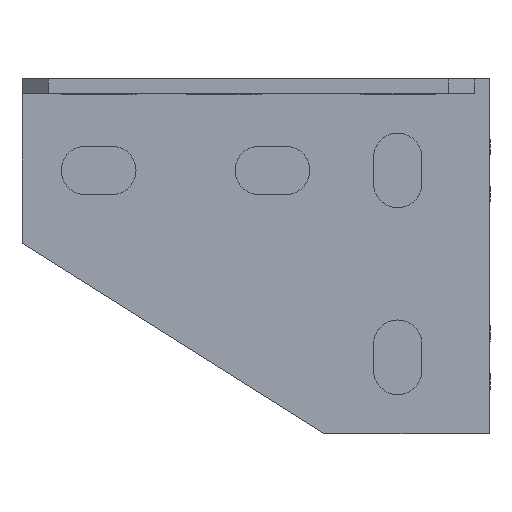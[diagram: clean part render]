
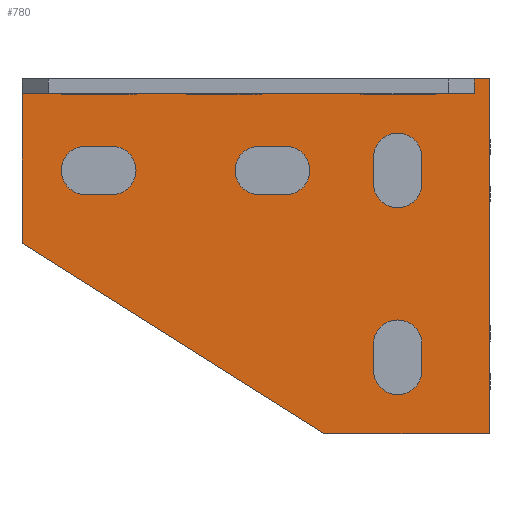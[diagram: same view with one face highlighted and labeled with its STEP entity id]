
A CAD part, front view. The second image highlights one B-rep face of the part: STEP entity #780.
In plain terms, the highlighted planar face has unit normal (0, -1, 0).
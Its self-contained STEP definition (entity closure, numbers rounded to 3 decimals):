
#112=FACE_OUTER_BOUND('',#148,.T.);
#148=EDGE_LOOP('',(#604,#605,#606,#607,#608,#609,#610));
#182=LINE('',#1124,#266);
#188=LINE('',#1136,#272);
#195=LINE('',#1151,#279);
#208=LINE('',#1177,#292);
#209=LINE('',#1179,#293);
#210=LINE('',#1181,#294);
#211=LINE('',#1182,#295);
#266=VECTOR('',#892,1.);
#272=VECTOR('',#900,1.);
#279=VECTOR('',#909,1.);
#292=VECTOR('',#928,1.);
#293=VECTOR('',#929,1000.);
#294=VECTOR('',#930,1000.);
#295=VECTOR('',#931,1000.);
#348=VERTEX_POINT('',#1118);
#350=VERTEX_POINT('',#1122);
#355=VERTEX_POINT('',#1134);
#362=VERTEX_POINT('',#1150);
#372=VERTEX_POINT('',#1176);
#373=VERTEX_POINT('',#1178);
#374=VERTEX_POINT('',#1180);
#454=EDGE_CURVE('',#350,#348,#182,.T.);
#460=EDGE_CURVE('',#355,#350,#188,.T.);
#467=EDGE_CURVE('',#362,#348,#195,.T.);
#480=EDGE_CURVE('',#362,#372,#208,.T.);
#481=EDGE_CURVE('',#373,#355,#209,.T.);
#482=EDGE_CURVE('',#374,#373,#210,.T.);
#483=EDGE_CURVE('',#372,#374,#211,.T.);
#604=ORIENTED_EDGE('',*,*,#480,.F.);
#605=ORIENTED_EDGE('',*,*,#467,.T.);
#606=ORIENTED_EDGE('',*,*,#454,.F.);
#607=ORIENTED_EDGE('',*,*,#460,.F.);
#608=ORIENTED_EDGE('',*,*,#481,.F.);
#609=ORIENTED_EDGE('',*,*,#482,.F.);
#610=ORIENTED_EDGE('',*,*,#483,.F.);
#744=PLANE('',#818);
#780=ADVANCED_FACE('',(#112),#744,.F.);
#818=AXIS2_PLACEMENT_3D('',#1175,#926,#927);
#892=DIRECTION('',(0.,0.,1.));
#900=DIRECTION('',(1.,0.,0.));
#909=DIRECTION('',(-1.,0.,0.));
#926=DIRECTION('center_axis',(0.,1.,0.));
#927=DIRECTION('ref_axis',(1.,0.,0.));
#928=DIRECTION('',(0.,0.,-1.));
#929=DIRECTION('',(0.,0.,1.));
#930=DIRECTION('',(-0.846,0.,0.533));
#931=DIRECTION('',(-1.,0.,0.));
#1118=CARTESIAN_POINT('',(108.477,-104.748,49.499));
#1122=CARTESIAN_POINT('',(108.477,-104.748,45.499));
#1124=CARTESIAN_POINT('',(108.477,-104.748,-131.883));
#1134=CARTESIAN_POINT('',(-4.523,-104.748,45.499));
#1136=CARTESIAN_POINT('',(57.977,-104.748,45.499));
#1150=CARTESIAN_POINT('',(120.477,-104.748,49.499));
#1151=CARTESIAN_POINT('',(57.977,-104.748,49.499));
#1175=CARTESIAN_POINT('Origin',(120.477,-104.748,-45.501));
#1176=CARTESIAN_POINT('',(120.477,-104.748,-45.501));
#1177=CARTESIAN_POINT('',(120.477,-104.748,-45.501));
#1178=CARTESIAN_POINT('',(-4.523,-104.748,5.499));
#1179=CARTESIAN_POINT('',(-4.523,-104.748,-45.501));
#1180=CARTESIAN_POINT('',(76.477,-104.748,-45.501));
#1181=CARTESIAN_POINT('',(76.477,-104.748,-45.501));
#1182=CARTESIAN_POINT('',(120.477,-104.748,-45.501));
